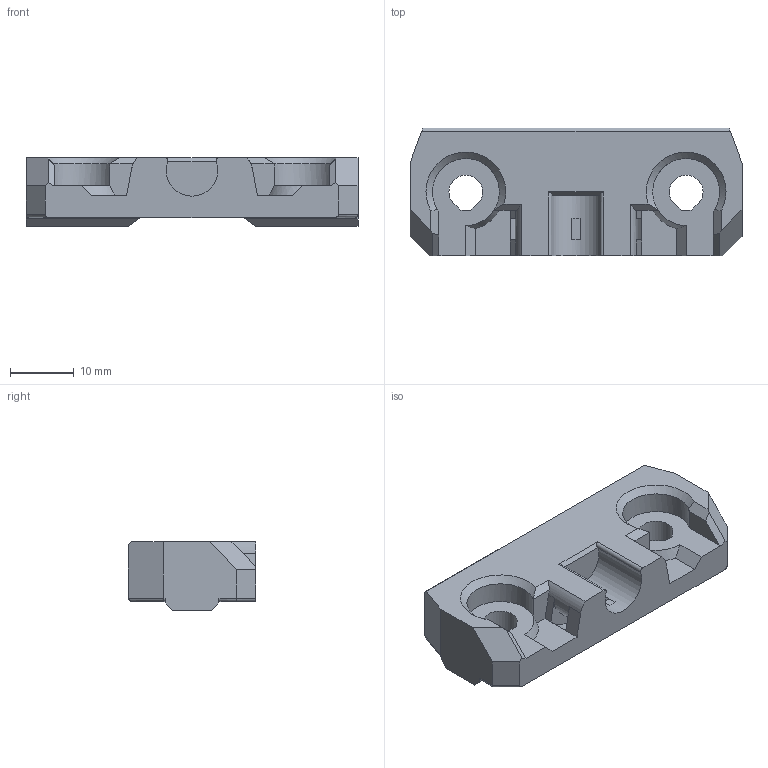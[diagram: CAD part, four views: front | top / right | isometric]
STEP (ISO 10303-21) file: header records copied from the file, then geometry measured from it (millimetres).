
FILE_DESCRIPTION(/* description */ (''),/* implementation_level */ '2;1');
FILE_NAME(/* name */ 'rod_holder.step',/* time_stamp */ '2018-02-13T21:48:55+01:00',/* author */ ('gregsaun'),/* organization */ (''),/* preprocessor_version */ 'ST-DEVELOPER v16.13',/* originating_system */ 'Autodesk Translation Framework v6.5.0.72',/* authorisation */ '');
FILE_SCHEMA (('AUTOMOTIVE_DESIGN { 1 0 10303 214 3 1 1 }'));
Length unit declared in the file: millimetre
Products named in the file (1): rod_holder
Bounding box: 52 x 20 x 10.8 mm (x, y, z)
Volume: 6934.4 mm3; surface area: 4402.2 mm2
Topology: 1 solids, 18 shells, 184 faces, 433 edges, 284 vertices
Faces by surface type: plane 151, cylinder 29, cone 4
Full cylindrical faces by diameter (mm): 1.5 x2
Entity records: 5239 total; most frequent: CARTESIAN_POINT 916, DIRECTION 871, ORIENTED_EDGE 866, EDGE_CURVE 433, LINE 353, VECTOR 353, VERTEX_POINT 284, AXIS2_PLACEMENT_3D 259
